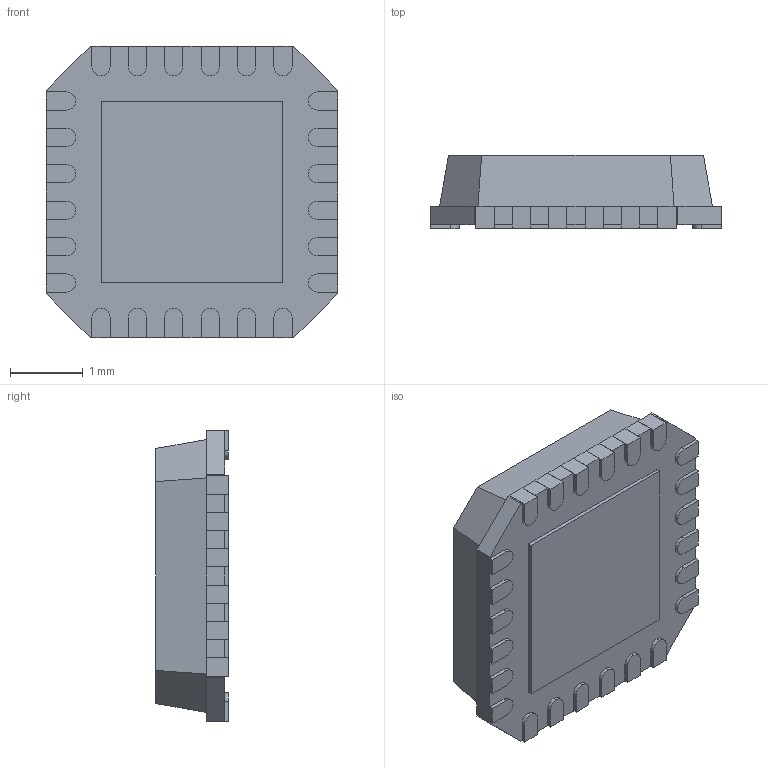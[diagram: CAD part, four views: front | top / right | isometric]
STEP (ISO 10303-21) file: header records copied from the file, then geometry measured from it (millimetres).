
FILE_DESCRIPTION (( 'STEP AP214' ), '1' );
FILE_NAME ('LAN8720A-CP.STEP', '2019-03-22T09:23:44', ( '' ), ( '' ), 'SwSTEP 2.0', 'SolidWorks 2017', '' );
FILE_SCHEMA (( 'AUTOMOTIVE_DESIGN' ));
Length unit declared in the file: millimetre
Products named in the file (1): LAN8720A-CP
Bounding box: 4 x 1 x 4 mm (x, y, z)
Volume: 13.1 mm3; surface area: 75.8 mm2
Topology: 26 solids, 26 shells, 329 faces, 780 edges, 504 vertices
Faces by surface type: plane 269, cylinder 60
Entity records: 9589 total; most frequent: CARTESIAN_POINT 1614, DIRECTION 1560, ORIENTED_EDGE 1560, EDGE_CURVE 780, VECTOR 660, LINE 660, VERTEX_POINT 504, AXIS2_PLACEMENT_3D 450
